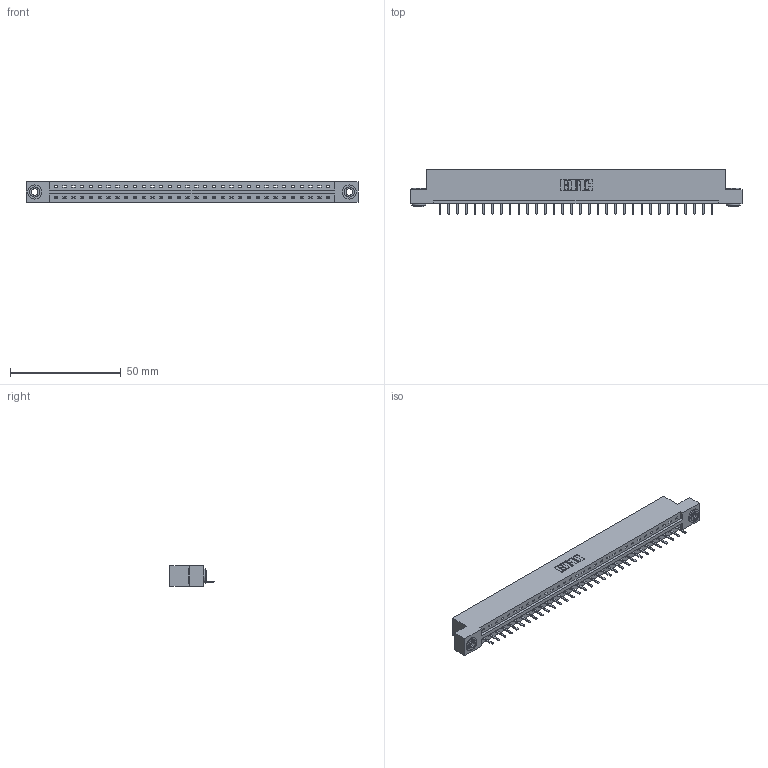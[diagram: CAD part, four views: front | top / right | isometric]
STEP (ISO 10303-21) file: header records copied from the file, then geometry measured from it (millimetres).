
FILE_DESCRIPTION (( 'STEP AP203' ), '1' );
FILE_NAME ('387-032-520-103.STEP', '2018-09-18T05:24:34', ( '' ), ( '' ), 'SwSTEP 2.0', 'SolidWorks 2016', '' );
FILE_SCHEMA (( 'CONFIG_CONTROL_DESIGN' ));
Length unit declared in the file: inch
Products named in the file (4): 387-032-520-103; 337 Part_Flush Mounting Lugs - 0.156 Dia-TH; 345-292-001_345-293-120; 345-250-002_345-250-002-102
Assembly tree (35 placements, depth 2):
  387-032-520-103
    337 Part_Flush Mounting Lugs - 0.156 Dia-TH
    345-292-001_345-293-120  x32
    345-250-002_345-250-002-102  x2
Bounding box: 149.81 x 20.02 x 9.4 mm (x, y, z)
Volume: 15372.4 mm3; surface area: 15730.9 mm2
Topology: 35 solids, 35 shells, 2264 faces, 6659 edges, 4350 vertices
Faces by surface type: plane 1616, cylinder 640, cone 8
Entity records: 25844 total; most frequent: CARTESIAN_POINT 4489, ORIENTED_EDGE 4438, DIRECTION 3821, EDGE_CURVE 2219, LINE 2063, VECTOR 2063, VERTEX_POINT 1474, AXIS2_PLACEMENT_3D 879
